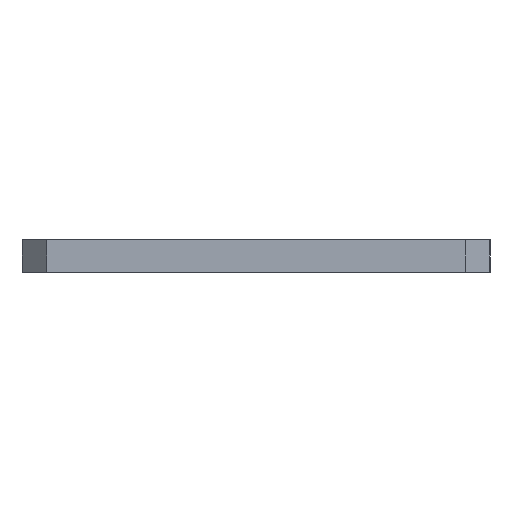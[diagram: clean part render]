
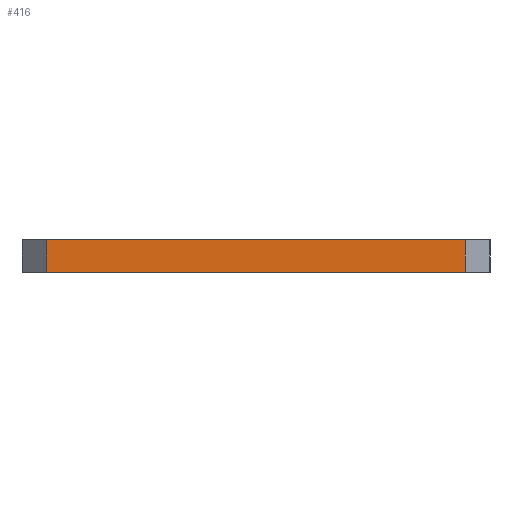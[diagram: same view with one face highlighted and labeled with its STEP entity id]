
A CAD part, front view. The second image highlights one B-rep face of the part: STEP entity #416.
In plain terms, the highlighted planar face has unit normal (0, -1, 0).
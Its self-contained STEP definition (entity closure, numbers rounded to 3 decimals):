
#8 = CARTESIAN_POINT ( 'NONE',  ( -40.707, -40.707, 3. ) ) ;
#27 = VERTEX_POINT ( 'NONE', #521 ) ;
#36 = CARTESIAN_POINT ( 'NONE',  ( -40.707, -40.707, 0. ) ) ;
#43 = EDGE_CURVE ( 'NONE', #273, #346, #127, .T. ) ;
#46 = DIRECTION ( 'NONE',  ( 0., 0., 1. ) ) ;
#47 = VERTEX_POINT ( 'NONE', #686 ) ;
#59 = DIRECTION ( 'NONE',  ( 0., 0., -1. ) ) ;
#81 = LINE ( 'NONE', #473, #131 ) ;
#100 = PLANE ( 'NONE',  #229 ) ;
#127 = LINE ( 'NONE', #8, #534 ) ;
#131 = VECTOR ( 'NONE', #714, 1000. ) ;
#169 = EDGE_CURVE ( 'NONE', #27, #47, #376, .T. ) ;
#224 = CARTESIAN_POINT ( 'NONE',  ( -40.707, -40.707, 3. ) ) ;
#229 = AXIS2_PLACEMENT_3D ( 'NONE', #275, #494, #46 ) ;
#235 = EDGE_CURVE ( 'NONE', #346, #47, #81, .T. ) ;
#240 = VECTOR ( 'NONE', #424, 1000. ) ;
#247 = ORIENTED_EDGE ( 'NONE', *, *, #43, .T. ) ;
#273 = VERTEX_POINT ( 'NONE', #310 ) ;
#275 = CARTESIAN_POINT ( 'NONE',  ( -40.707, -40.707, 3. ) ) ;
#284 = LINE ( 'NONE', #224, #683 ) ;
#310 = CARTESIAN_POINT ( 'NONE',  ( -40.707, -40.707, 3. ) ) ;
#346 = VERTEX_POINT ( 'NONE', #36 ) ;
#361 = EDGE_CURVE ( 'NONE', #273, #27, #284, .T. ) ;
#376 = LINE ( 'NONE', #608, #240 ) ;
#416 = ADVANCED_FACE ( 'NONE', ( #562 ), #100, .F. ) ;
#424 = DIRECTION ( 'NONE',  ( 0., 0., -1. ) ) ;
#438 = ORIENTED_EDGE ( 'NONE', *, *, #169, .F. ) ;
#444 = ORIENTED_EDGE ( 'NONE', *, *, #235, .T. ) ;
#473 = CARTESIAN_POINT ( 'NONE',  ( -40.707, -40.707, 0. ) ) ;
#494 = DIRECTION ( 'NONE',  ( 0., 1., 0. ) ) ;
#505 = ORIENTED_EDGE ( 'NONE', *, *, #361, .F. ) ;
#521 = CARTESIAN_POINT ( 'NONE',  ( -2.293, -40.707, 3. ) ) ;
#528 = EDGE_LOOP ( 'NONE', ( #444, #438, #505, #247 ) ) ;
#534 = VECTOR ( 'NONE', #59, 1000. ) ;
#562 = FACE_OUTER_BOUND ( 'NONE', #528, .T. ) ;
#608 = CARTESIAN_POINT ( 'NONE',  ( -2.293, -40.707, 3. ) ) ;
#618 = DIRECTION ( 'NONE',  ( 1., 0., 0. ) ) ;
#683 = VECTOR ( 'NONE', #618, 1000. ) ;
#686 = CARTESIAN_POINT ( 'NONE',  ( -2.293, -40.707, 0. ) ) ;
#714 = DIRECTION ( 'NONE',  ( 1., 0., 0. ) ) ;
